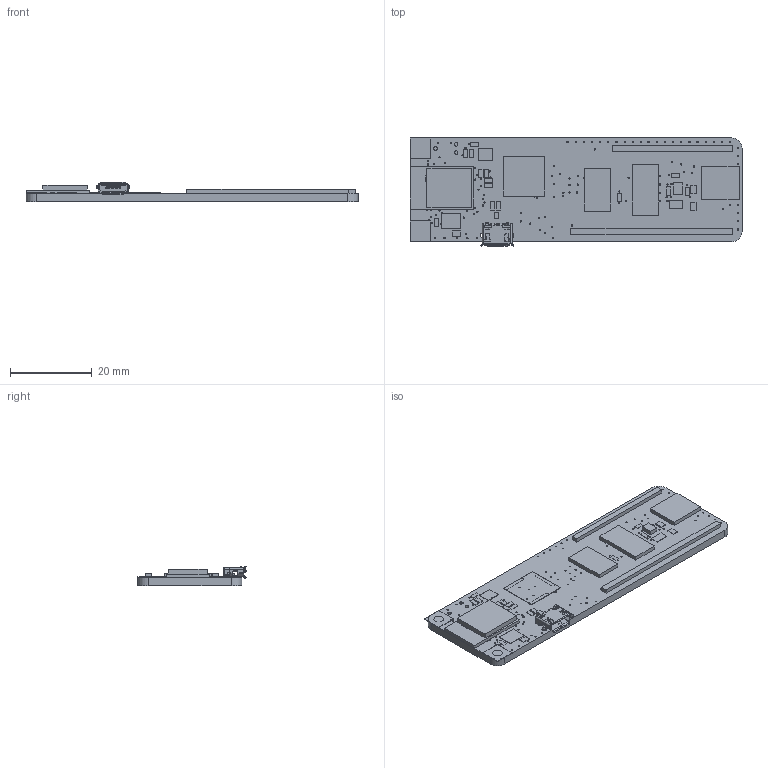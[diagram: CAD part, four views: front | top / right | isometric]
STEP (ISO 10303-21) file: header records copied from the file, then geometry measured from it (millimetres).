
FILE_DESCRIPTION(/* description */ (''),/* implementation_level */ '2;1');
FILE_NAME(/* name */ '3772572a-d160-4453-8d3b-3ebed5a6bfbf.stp',/* time_stamp */ '2020-06-12T14:12:51+00:00',/* author */ (''),/* organization */ (''),/* preprocessor_version */ 'ST-DEVELOPER v18.1',/* originating_system */ 'Autodesk Translation Framework v9.3.0.1241',/* authorisation */ '');
FILE_SCHEMA (('AUTOMOTIVE_DESIGN { 1 0 10303 214 3 1 1 }'));
Length unit declared in the file: millimetre
Products named in the file (20): 3772572a-d160-4453-8d3b-3ebed5a6bfbf; PCB Component; Board; DNP; 0.1uF; NSR0320MW2T1G; MDBT50Q-P1MV2; S2B-PH-SM4-TB; 1.5uH; TPS63031DSK; B3B-PH-SM4; S4B-PH-SM4-TB(LF)(SN); DNP_1; LC8812B-3535; 3.5X3.1_SMT; PAPERACTIVEIN_3_SLOTS; 68000-416HLF; 68000-410HLF; 10118194-0001LF; ESDR0502N
Assembly tree (35 placements, depth 3):
  3772572a-d160-4453-8d3b-3ebed5a6bfbf
    PCB Component
      Board
      DNP
      0.1uF  x14
      NSR0320MW2T1G  x3
      MDBT50Q-P1MV2
      S2B-PH-SM4-TB
      1.5uH
      TPS63031DSK
      B3B-PH-SM4
      S4B-PH-SM4-TB(LF)(SN)
      DNP_1  x2
      LC8812B-3535
      3.5X3.1_SMT
      PAPERACTIVEIN_3_SLOTS
      68000-416HLF
      68000-410HLF
      10118194-0001LF
      ESDR0502N
Bounding box: 81.28 x 26.45 x 4.87 mm (x, y, z)
Volume: 4622.7 mm3; surface area: 7171.2 mm2
Topology: 34 solids, 34 shells, 1185 faces, 3240 edges, 2103 vertices
Faces by surface type: plane 686, cylinder 462, bspline 21, cone 8, torus 4, sphere 4
Full cylindrical faces by diameter (mm): 0.3 x162, 0.889 x3, 0.9 x2, 1.016 x28, 1.2 x2, 2.4 x2
Entity records: 38829 total; most frequent: CARTESIAN_POINT 8352, DIRECTION 6153, ORIENTED_EDGE 6094, EDGE_CURVE 3047, AXIS2_PLACEMENT_3D 2064, LINE 2025, VECTOR 2025, VERTEX_POINT 1975
